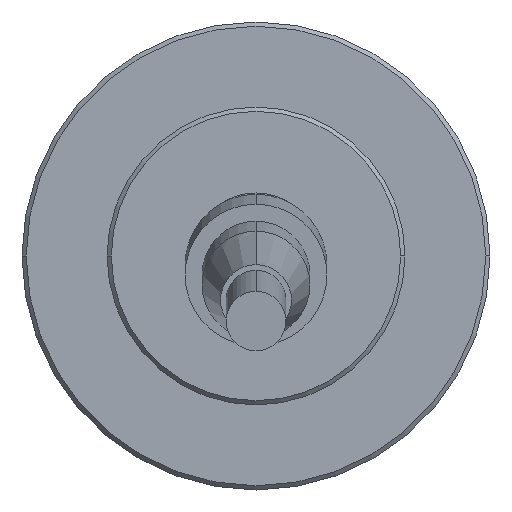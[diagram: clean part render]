
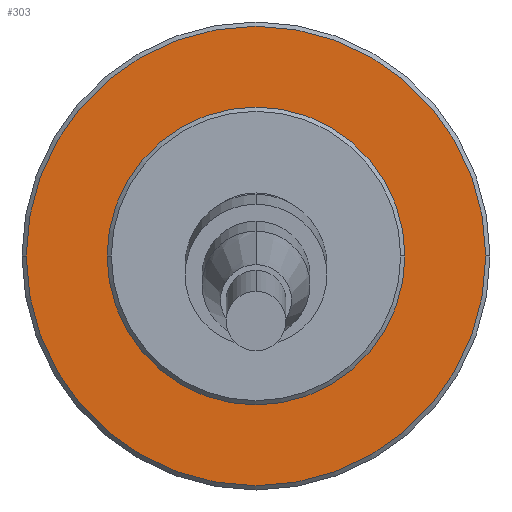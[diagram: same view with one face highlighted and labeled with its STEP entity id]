
A CAD part, left-side view. The second image highlights one B-rep face of the part: STEP entity #303.
In plain terms, the highlighted planar face has unit normal (-1, 0, 0).
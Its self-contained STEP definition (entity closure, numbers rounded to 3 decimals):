
#77=CARTESIAN_POINT('',(-73.927,16.5,-16.5));
#78=DIRECTION('',(1.,0.,0.));
#79=DIRECTION('',(0.,1.,0.));
#80=AXIS2_PLACEMENT_3D('',#77,#78,#79);
#82=CARTESIAN_POINT('',(-73.927,16.5,-16.5));
#83=DIRECTION('',(1.,0.,0.));
#84=DIRECTION('',(0.,0.,1.));
#85=AXIS2_PLACEMENT_3D('',#82,#83,#84);
#87=CARTESIAN_POINT('',(-73.927,16.5,-16.5));
#88=DIRECTION('',(1.,0.,0.));
#89=DIRECTION('',(0.,-1.,0.));
#90=AXIS2_PLACEMENT_3D('',#87,#88,#89);
#92=CARTESIAN_POINT('',(-73.927,16.5,-16.5));
#93=DIRECTION('',(1.,0.,0.));
#94=DIRECTION('',(0.,0.,-1.));
#95=AXIS2_PLACEMENT_3D('',#92,#93,#94);
#97=CARTESIAN_POINT('',(-73.927,16.5,-16.5));
#98=DIRECTION('',(-1.,0.,0.));
#99=DIRECTION('',(0.,1.,0.));
#100=AXIS2_PLACEMENT_3D('',#97,#98,#99);
#102=CARTESIAN_POINT('',(-73.927,16.5,-16.5));
#103=DIRECTION('',(-1.,0.,0.));
#104=DIRECTION('',(0.,-1.,0.));
#105=AXIS2_PLACEMENT_3D('',#102,#103,#104);
#233=CARTESIAN_POINT('',(-73.927,16.5,-0.3));
#234=CARTESIAN_POINT('',(-73.927,0.3,-16.5));
#235=VERTEX_POINT('',#233);
#236=VERTEX_POINT('',#234);
#237=CARTESIAN_POINT('',(-73.927,32.7,-16.5));
#238=VERTEX_POINT('',#237);
#239=CARTESIAN_POINT('',(-73.927,16.5,-32.7));
#240=VERTEX_POINT('',#239);
#241=CARTESIAN_POINT('',(-73.927,27.,-16.5));
#242=CARTESIAN_POINT('',(-73.927,6.,-16.5));
#243=VERTEX_POINT('',#241);
#244=VERTEX_POINT('',#242);
#284=CARTESIAN_POINT('',(-73.927,16.5,-16.5));
#285=DIRECTION('',(-1.,0.,0.));
#286=DIRECTION('',(0.,1.,0.));
#287=AXIS2_PLACEMENT_3D('',#284,#285,#286);
#288=PLANE('',#287);
#290=ORIENTED_EDGE('',*,*,#289,.T.);
#292=ORIENTED_EDGE('',*,*,#291,.T.);
#293=ORIENTED_EDGE('',*,*,#264,.T.);
#294=ORIENTED_EDGE('',*,*,#262,.T.);
#295=EDGE_LOOP('',(#290,#292,#293,#294));
#296=FACE_OUTER_BOUND('',#295,.F.);
#298=ORIENTED_EDGE('',*,*,#297,.T.);
#300=ORIENTED_EDGE('',*,*,#299,.T.);
#301=EDGE_LOOP('',(#298,#300));
#302=FACE_BOUND('',#301,.F.);
#303=ADVANCED_FACE('',(#296,#302),#288,.T.);
#81=CIRCLE('',#80,16.2);
#86=CIRCLE('',#85,16.2);
#91=CIRCLE('',#90,16.2);
#96=CIRCLE('',#95,16.2);
#101=CIRCLE('',#100,10.5);
#106=CIRCLE('',#105,10.5);
#262=EDGE_CURVE('',#240,#238,#96,.T.);
#264=EDGE_CURVE('',#236,#240,#91,.T.);
#289=EDGE_CURVE('',#238,#235,#81,.T.);
#291=EDGE_CURVE('',#235,#236,#86,.T.);
#297=EDGE_CURVE('',#243,#244,#101,.T.);
#299=EDGE_CURVE('',#244,#243,#106,.T.);
